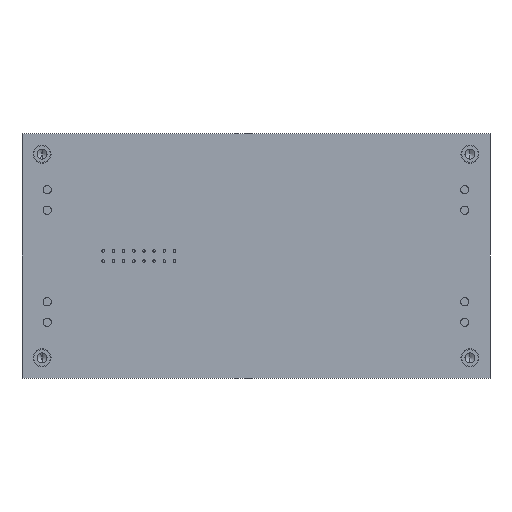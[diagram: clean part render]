
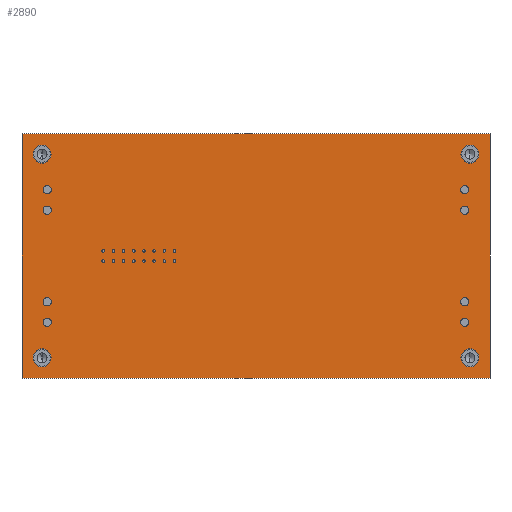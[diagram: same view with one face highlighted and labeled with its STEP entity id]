
A CAD part, front view. The second image highlights one B-rep face of the part: STEP entity #2890.
In plain terms, the highlighted planar face has unit normal (0, -1, 0).
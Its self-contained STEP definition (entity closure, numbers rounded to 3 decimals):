
#19 = CARTESIAN_POINT ( 'NONE',  ( 5., 0., -55.9 ) ) ;
#39 = LINE ( 'NONE', #435, #1805 ) ;
#72 = LINE ( 'NONE', #463, #2040 ) ;
#117 = CARTESIAN_POINT ( 'NONE',  ( 111.68, 0., -55.9 ) ) ;
#126 = CARTESIAN_POINT ( 'NONE',  ( 116.68, 0., 0. ) ) ;
#199 = DIRECTION ( 'NONE',  ( 0., -1., 0. ) ) ;
#207 = DIRECTION ( 'NONE',  ( 0., 0., -1. ) ) ;
#268 = DIRECTION ( 'NONE',  ( 0., 0., 1. ) ) ;
#397 = DIRECTION ( 'NONE',  ( 1., 0., 0. ) ) ;
#406 = LINE ( 'NONE', #126, #2105 ) ;
#435 = CARTESIAN_POINT ( 'NONE',  ( 0., 0., 0. ) ) ;
#463 = CARTESIAN_POINT ( 'NONE',  ( 0., 0., 0. ) ) ;
#700 = DIRECTION ( 'NONE',  ( 0., 0., -1. ) ) ;
#730 = DIRECTION ( 'NONE',  ( 0., 0., -1. ) ) ;
#818 = DIRECTION ( 'NONE',  ( 0., -1., 0. ) ) ;
#891 = CARTESIAN_POINT ( 'NONE',  ( 111.68, 0., -55.9 ) ) ;
#1040 = DIRECTION ( 'NONE',  ( 0., -1., 0. ) ) ;
#1087 = CARTESIAN_POINT ( 'NONE',  ( 5., 0., -55.9 ) ) ;
#1130 = DIRECTION ( 'NONE',  ( 0., 0., -1. ) ) ;
#1209 = CARTESIAN_POINT ( 'NONE',  ( 0., 0., -61. ) ) ;
#1216 = VERTEX_POINT ( 'NONE', #1209 ) ;
#1247 = VERTEX_POINT ( 'NONE', #3643 ) ;
#1253 = ORIENTED_EDGE ( 'NONE', *, *, #2992, .F. ) ;
#1285 = ORIENTED_EDGE ( 'NONE', *, *, #2840, .F. ) ;
#1343 = ORIENTED_EDGE ( 'NONE', *, *, #2714, .F. ) ;
#1350 = ORIENTED_EDGE ( 'NONE', *, *, #2905, .F. ) ;
#1364 = ORIENTED_EDGE ( 'NONE', *, *, #2798, .F. ) ;
#1371 = ORIENTED_EDGE ( 'NONE', *, *, #2785, .F. ) ;
#1406 = EDGE_LOOP ( 'NONE', ( #1343, #1364 ) ) ;
#1451 = ORIENTED_EDGE ( 'NONE', *, *, #2765, .F. ) ;
#1461 = VERTEX_POINT ( 'NONE', #3537 ) ;
#1466 = ORIENTED_EDGE ( 'NONE', *, *, #3012, .F. ) ;
#1494 = EDGE_LOOP ( 'NONE', ( #1371, #1600 ) ) ;
#1503 = EDGE_LOOP ( 'NONE', ( #1524, #1285 ) ) ;
#1524 = ORIENTED_EDGE ( 'NONE', *, *, #3113, .F. ) ;
#1583 = ORIENTED_EDGE ( 'NONE', *, *, #3007, .F. ) ;
#1587 = EDGE_LOOP ( 'NONE', ( #1624, #1451, #1253, #1583 ) ) ;
#1588 = VERTEX_POINT ( 'NONE', #3649 ) ;
#1600 = ORIENTED_EDGE ( 'NONE', *, *, #2881, .F. ) ;
#1624 = ORIENTED_EDGE ( 'NONE', *, *, #2968, .F. ) ;
#1664 = EDGE_LOOP ( 'NONE', ( #1466, #1350 ) ) ;
#1693 = VERTEX_POINT ( 'NONE', #3347 ) ;
#1700 = VERTEX_POINT ( 'NONE', #3484 ) ;
#1792 = VECTOR ( 'NONE', #2689, 1000. ) ;
#1805 = VECTOR ( 'NONE', #397, 1000. ) ;
#1807 = CIRCLE ( 'NONE', #1853, 2.25 ) ;
#1848 = CIRCLE ( 'NONE', #1969, 2.25 ) ;
#1853 = AXIS2_PLACEMENT_3D ( 'NONE', #2584, #2662, #2597 ) ;
#1969 = AXIS2_PLACEMENT_3D ( 'NONE', #891, #818, #730 ) ;
#1970 = AXIS2_PLACEMENT_3D ( 'NONE', #19, #4340, #700 ) ;
#2024 = CIRCLE ( 'NONE', #2226, 2.25 ) ;
#2040 = VECTOR ( 'NONE', #268, 1000. ) ;
#2051 = AXIS2_PLACEMENT_3D ( 'NONE', #3383, #3596, #3482 ) ;
#2066 = AXIS2_PLACEMENT_3D ( 'NONE', #117, #199, #207 ) ;
#2105 = VECTOR ( 'NONE', #4316, 1000. ) ;
#2129 = CIRCLE ( 'NONE', #2256, 2.25 ) ;
#2226 = AXIS2_PLACEMENT_3D ( 'NONE', #4282, #4276, #4275 ) ;
#2256 = AXIS2_PLACEMENT_3D ( 'NONE', #1087, #1040, #1130 ) ;
#2300 = CIRCLE ( 'NONE', #2442, 2.25 ) ;
#2317 = CIRCLE ( 'NONE', #1970, 2.25 ) ;
#2363 = CIRCLE ( 'NONE', #2066, 2.25 ) ;
#2374 = CIRCLE ( 'NONE', #2051, 2.25 ) ;
#2440 = AXIS2_PLACEMENT_3D ( 'NONE', #2621, #2624, #2615 ) ;
#2442 = AXIS2_PLACEMENT_3D ( 'NONE', #2657, #2619, #2577 ) ;
#2577 = DIRECTION ( 'NONE',  ( 0., 0., -1. ) ) ;
#2584 = CARTESIAN_POINT ( 'NONE',  ( 111.68, 0., -5.1 ) ) ;
#2585 = FACE_BOUND ( 'NONE', #1664, .T. ) ;
#2593 = FACE_BOUND ( 'NONE', #1494, .T. ) ;
#2597 = DIRECTION ( 'NONE',  ( 0., 0., -1. ) ) ;
#2610 = FACE_BOUND ( 'NONE', #1503, .T. ) ;
#2613 = PLANE ( 'NONE',  #2440 ) ;
#2614 = FACE_OUTER_BOUND ( 'NONE', #1587, .T. ) ;
#2615 = DIRECTION ( 'NONE',  ( 0., 0., -1. ) ) ;
#2619 = DIRECTION ( 'NONE',  ( 0., -1., 0. ) ) ;
#2621 = CARTESIAN_POINT ( 'NONE',  ( 0., 0., -61. ) ) ;
#2624 = DIRECTION ( 'NONE',  ( 0., -1., 0. ) ) ;
#2651 = FACE_BOUND ( 'NONE', #1406, .T. ) ;
#2657 = CARTESIAN_POINT ( 'NONE',  ( 5., 0., -5.1 ) ) ;
#2662 = DIRECTION ( 'NONE',  ( 0., -1., 0. ) ) ;
#2682 = LINE ( 'NONE', #2699, #1792 ) ;
#2689 = DIRECTION ( 'NONE',  ( -1., 0., 0. ) ) ;
#2699 = CARTESIAN_POINT ( 'NONE',  ( 0., 0., -61. ) ) ;
#2714 = EDGE_CURVE ( 'NONE', #1461, #3389, #2374, .T. ) ;
#2765 = EDGE_CURVE ( 'NONE', #3435, #1216, #2682, .T. ) ;
#2785 = EDGE_CURVE ( 'NONE', #1700, #1693, #2024, .T. ) ;
#2798 = EDGE_CURVE ( 'NONE', #3389, #1461, #2300, .T. ) ;
#2840 = EDGE_CURVE ( 'NONE', #3709, #3729, #1848, .T. ) ;
#2881 = EDGE_CURVE ( 'NONE', #1693, #1700, #1807, .T. ) ;
#2890 = ADVANCED_FACE ( 'NONE', ( #2614, #2651, #2585, #2610, #2593 ), #2613, .T. ) ;
#2905 = EDGE_CURVE ( 'NONE', #1247, #3388, #2129, .T. ) ;
#2968 = EDGE_CURVE ( 'NONE', #1216, #3636, #72, .T. ) ;
#2992 = EDGE_CURVE ( 'NONE', #1588, #3435, #406, .T. ) ;
#3007 = EDGE_CURVE ( 'NONE', #3636, #1588, #39, .T. ) ;
#3012 = EDGE_CURVE ( 'NONE', #3388, #1247, #2317, .T. ) ;
#3113 = EDGE_CURVE ( 'NONE', #3729, #3709, #2363, .T. ) ;
#3347 = CARTESIAN_POINT ( 'NONE',  ( 111.68, 0., -7.35 ) ) ;
#3383 = CARTESIAN_POINT ( 'NONE',  ( 5., 0., -5.1 ) ) ;
#3388 = VERTEX_POINT ( 'NONE', #4064 ) ;
#3389 = VERTEX_POINT ( 'NONE', #4120 ) ;
#3435 = VERTEX_POINT ( 'NONE', #3942 ) ;
#3482 = DIRECTION ( 'NONE',  ( 0., 0., -1. ) ) ;
#3484 = CARTESIAN_POINT ( 'NONE',  ( 111.68, 0., -2.85 ) ) ;
#3537 = CARTESIAN_POINT ( 'NONE',  ( 5., 0., -2.85 ) ) ;
#3596 = DIRECTION ( 'NONE',  ( 0., -1., 0. ) ) ;
#3636 = VERTEX_POINT ( 'NONE', #3944 ) ;
#3643 = CARTESIAN_POINT ( 'NONE',  ( 5., 0., -58.15 ) ) ;
#3649 = CARTESIAN_POINT ( 'NONE',  ( 116.68, 0., 0. ) ) ;
#3709 = VERTEX_POINT ( 'NONE', #4127 ) ;
#3729 = VERTEX_POINT ( 'NONE', #4197 ) ;
#3942 = CARTESIAN_POINT ( 'NONE',  ( 116.68, 0., -61. ) ) ;
#3944 = CARTESIAN_POINT ( 'NONE',  ( 0., 0., 0. ) ) ;
#4064 = CARTESIAN_POINT ( 'NONE',  ( 5., 0., -53.65 ) ) ;
#4120 = CARTESIAN_POINT ( 'NONE',  ( 5., 0., -7.35 ) ) ;
#4127 = CARTESIAN_POINT ( 'NONE',  ( 111.68, 0., -58.15 ) ) ;
#4197 = CARTESIAN_POINT ( 'NONE',  ( 111.68, 0., -53.65 ) ) ;
#4275 = DIRECTION ( 'NONE',  ( 0., 0., -1. ) ) ;
#4276 = DIRECTION ( 'NONE',  ( 0., -1., 0. ) ) ;
#4282 = CARTESIAN_POINT ( 'NONE',  ( 111.68, 0., -5.1 ) ) ;
#4316 = DIRECTION ( 'NONE',  ( 0., 0., -1. ) ) ;
#4340 = DIRECTION ( 'NONE',  ( 0., -1., 0. ) ) ;
